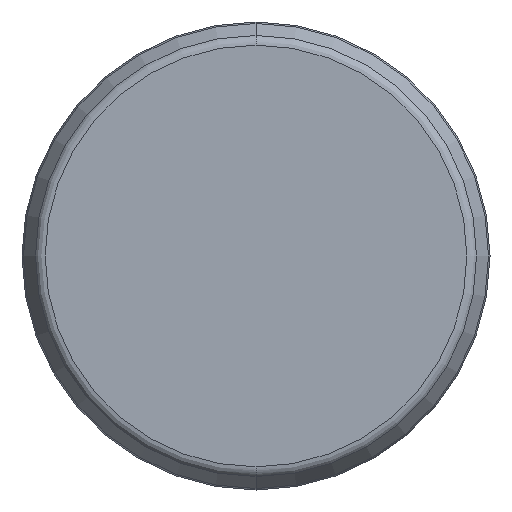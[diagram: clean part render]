
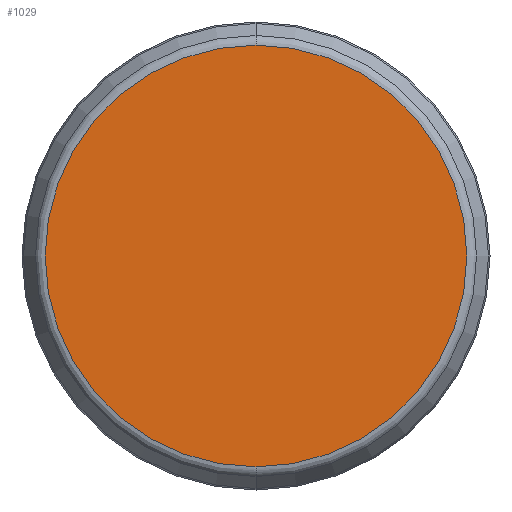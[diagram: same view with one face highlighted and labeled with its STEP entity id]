
A CAD part, front view. The second image highlights one B-rep face of the part: STEP entity #1029.
In plain terms, the highlighted planar face has unit normal (0, -1, 0).
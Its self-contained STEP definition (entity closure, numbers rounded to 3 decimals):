
#35 = CARTESIAN_POINT ( 'NONE',  ( 0., 0., 0. ) ) ;
#74 = AXIS2_PLACEMENT_3D ( 'NONE', #1656, #939, #2605 ) ;
#103 = CIRCLE ( 'NONE', #2107, 9.461 ) ;
#144 = CARTESIAN_POINT ( 'NONE',  ( 0., 0., -9.461 ) ) ;
#322 = DIRECTION ( 'NONE',  ( 0., 1., 0. ) ) ;
#347 = EDGE_CURVE ( 'NONE', #2636, #1848, #1125, .T. ) ;
#939 = DIRECTION ( 'NONE',  ( 0., -1., 0. ) ) ;
#947 = CARTESIAN_POINT ( 'NONE',  ( 0., 0., 0. ) ) ;
#969 = ORIENTED_EDGE ( 'NONE', *, *, #347, .T. ) ;
#1029 = ADVANCED_FACE ( 'NONE', ( #2339 ), #1566, .F. ) ;
#1122 = EDGE_LOOP ( 'NONE', ( #1283, #969 ) ) ;
#1125 = CIRCLE ( 'NONE', #74, 9.461 ) ;
#1283 = ORIENTED_EDGE ( 'NONE', *, *, #1635, .T. ) ;
#1566 = PLANE ( 'NONE',  #2236 ) ;
#1635 = EDGE_CURVE ( 'NONE', #1848, #2636, #103, .T. ) ;
#1656 = CARTESIAN_POINT ( 'NONE',  ( 0., 0., 0. ) ) ;
#1848 = VERTEX_POINT ( 'NONE', #2651 ) ;
#2107 = AXIS2_PLACEMENT_3D ( 'NONE', #947, #2818, #2349 ) ;
#2236 = AXIS2_PLACEMENT_3D ( 'NONE', #35, #322, #2503 ) ;
#2339 = FACE_OUTER_BOUND ( 'NONE', #1122, .T. ) ;
#2349 = DIRECTION ( 'NONE',  ( 0., 0., 1. ) ) ;
#2503 = DIRECTION ( 'NONE',  ( 0., 0., 1. ) ) ;
#2605 = DIRECTION ( 'NONE',  ( 0., 0., 1. ) ) ;
#2636 = VERTEX_POINT ( 'NONE', #144 ) ;
#2651 = CARTESIAN_POINT ( 'NONE',  ( 0., 0., 9.461 ) ) ;
#2818 = DIRECTION ( 'NONE',  ( 0., -1., 0. ) ) ;
